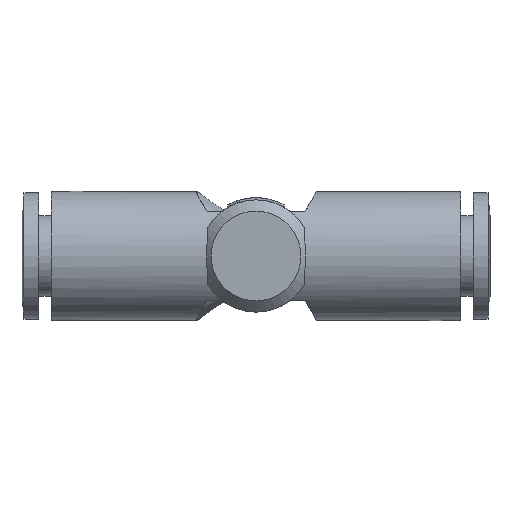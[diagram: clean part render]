
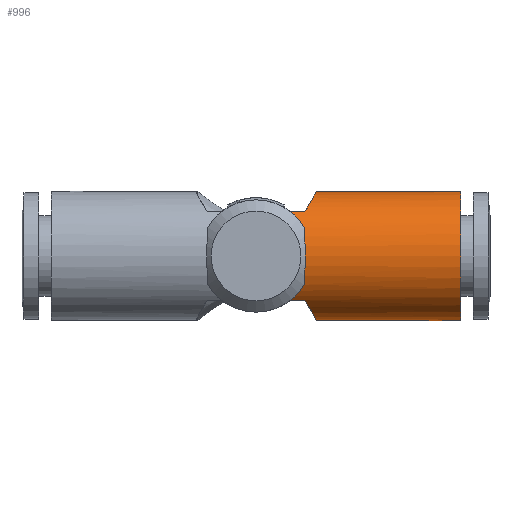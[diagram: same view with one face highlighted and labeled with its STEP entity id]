
A CAD part, front view. The second image highlights one B-rep face of the part: STEP entity #996.
In plain terms, the highlighted cylindrical face has radius 5.75 mm (diameter 11.5 mm), a full revolution.
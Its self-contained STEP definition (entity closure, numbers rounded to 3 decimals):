
#17=B_SPLINE_CURVE_WITH_KNOTS('',3,(#1721,#1722,#1723,#1724,#1725,#1726,
#1727,#1728,#1729,#1730),.UNSPECIFIED.,.F.,.F.,(4,2,2,2,4),(1.635,
1.746,1.886,2.025,2.136),
 .UNSPECIFIED.);
#19=B_SPLINE_CURVE_WITH_KNOTS('',3,(#1741,#1742,#1743,#1744,#1745,#1746),
 .UNSPECIFIED.,.F.,.F.,(4,2,4),(0.355,0.426,0.56),
 .UNSPECIFIED.);
#20=B_SPLINE_CURVE_WITH_KNOTS('',3,(#1750,#1751,#1752,#1753,#1754,#1755,
#1756,#1757,#1758,#1759,#1760,#1761,#1762,#1763),.UNSPECIFIED.,.F.,.F.,
(4,2,2,2,2,2,4),(2.01,2.081,2.282,2.483,
2.684,2.885,2.956),.UNSPECIFIED.);
#21=B_SPLINE_CURVE_WITH_KNOTS('',3,(#1766,#1767,#1768,#1769,#1770,#1771),
 .UNSPECIFIED.,.F.,.F.,(4,2,4),(1.096,1.23,1.301),
 .UNSPECIFIED.);
#59=FACE_BOUND('',#272,.T.);
#171=FACE_OUTER_BOUND('',#271,.T.);
#271=EDGE_LOOP('',(#859));
#272=EDGE_LOOP('',(#860,#861,#862,#863,#864,#865,#866,#867,#868,#869));
#351=CIRCLE('',#1125,5.75);
#373=ELLIPSE('',#1126,6.64,5.75);
#374=ELLIPSE('',#1127,6.64,5.75);
#409=LINE('',#1802,#453);
#410=LINE('',#1805,#454);
#411=LINE('',#1807,#455);
#412=LINE('',#1810,#456);
#453=VECTOR('',#1408,1.295);
#454=VECTOR('',#1411,1.295);
#455=VECTOR('',#1412,1.295);
#456=VECTOR('',#1415,1.295);
#530=VERTEX_POINT('',#1718);
#531=VERTEX_POINT('',#1720);
#533=VERTEX_POINT('',#1740);
#534=VERTEX_POINT('',#1747);
#535=VERTEX_POINT('',#1749);
#536=VERTEX_POINT('',#1764);
#540=VERTEX_POINT('',#1799);
#541=VERTEX_POINT('',#1801);
#542=VERTEX_POINT('',#1803);
#543=VERTEX_POINT('',#1806);
#544=VERTEX_POINT('',#1808);
#643=EDGE_CURVE('',#531,#530,#17,.T.);
#646=EDGE_CURVE('',#533,#531,#19,.T.);
#648=EDGE_CURVE('',#535,#534,#20,.T.);
#650=EDGE_CURVE('',#530,#536,#21,.T.);
#655=EDGE_CURVE('',#540,#540,#351,.T.);
#656=EDGE_CURVE('',#536,#541,#409,.T.);
#657=EDGE_CURVE('',#541,#542,#373,.T.);
#658=EDGE_CURVE('',#542,#535,#410,.T.);
#659=EDGE_CURVE('',#534,#543,#411,.T.);
#660=EDGE_CURVE('',#543,#544,#374,.T.);
#661=EDGE_CURVE('',#544,#533,#412,.T.);
#859=ORIENTED_EDGE('',*,*,#655,.F.);
#860=ORIENTED_EDGE('',*,*,#646,.T.);
#861=ORIENTED_EDGE('',*,*,#643,.T.);
#862=ORIENTED_EDGE('',*,*,#650,.T.);
#863=ORIENTED_EDGE('',*,*,#656,.T.);
#864=ORIENTED_EDGE('',*,*,#657,.T.);
#865=ORIENTED_EDGE('',*,*,#658,.T.);
#866=ORIENTED_EDGE('',*,*,#648,.T.);
#867=ORIENTED_EDGE('',*,*,#659,.T.);
#868=ORIENTED_EDGE('',*,*,#660,.T.);
#869=ORIENTED_EDGE('',*,*,#661,.T.);
#940=CYLINDRICAL_SURFACE('',#1124,5.75);
#996=ADVANCED_FACE('',(#171,#59),#940,.T.);
#1124=AXIS2_PLACEMENT_3D('',#1798,#1404,#1405);
#1125=AXIS2_PLACEMENT_3D('',#1800,#1406,#1407);
#1126=AXIS2_PLACEMENT_3D('',#1804,#1409,#1410);
#1127=AXIS2_PLACEMENT_3D('',#1809,#1413,#1414);
#1404=DIRECTION('center_axis',(1.,0.,0.));
#1405=DIRECTION('ref_axis',(0.,1.,0.));
#1406=DIRECTION('center_axis',(1.,0.,0.));
#1407=DIRECTION('ref_axis',(0.,0.,-1.));
#1408=DIRECTION('',(1.,0.,0.));
#1409=DIRECTION('center_axis',(0.866,0.,0.5));
#1410=DIRECTION('ref_axis',(-0.5,0.,0.866));
#1411=DIRECTION('',(-1.,0.,0.));
#1412=DIRECTION('',(1.,0.,0.));
#1413=DIRECTION('center_axis',(0.866,0.,-0.5));
#1414=DIRECTION('ref_axis',(0.5,0.,0.866));
#1415=DIRECTION('',(-1.,0.,0.));
#1718=CARTESIAN_POINT('',(4.297,-5.15,-2.557));
#1720=CARTESIAN_POINT('',(4.297,-5.15,2.557));
#1721=CARTESIAN_POINT('Ctrl Pts',(4.297,-5.15,2.557));
#1722=CARTESIAN_POINT('Ctrl Pts',(4.302,-5.319,2.216));
#1723=CARTESIAN_POINT('Ctrl Pts',(4.328,-5.462,1.841));
#1724=CARTESIAN_POINT('Ctrl Pts',(4.379,-5.69,0.969));
#1725=CARTESIAN_POINT('Ctrl Pts',(4.4,-5.75,0.465));
#1726=CARTESIAN_POINT('Ctrl Pts',(4.4,-5.75,-0.465));
#1727=CARTESIAN_POINT('Ctrl Pts',(4.379,-5.69,-0.969));
#1728=CARTESIAN_POINT('Ctrl Pts',(4.328,-5.462,-1.841));
#1729=CARTESIAN_POINT('Ctrl Pts',(4.302,-5.319,-2.216));
#1730=CARTESIAN_POINT('Ctrl Pts',(4.297,-5.15,-2.557));
#1740=CARTESIAN_POINT('',(3.066,-4.179,3.95));
#1741=CARTESIAN_POINT('Ctrl Pts',(3.066,-4.179,3.95));
#1742=CARTESIAN_POINT('Ctrl Pts',(3.232,-4.301,3.821));
#1743=CARTESIAN_POINT('Ctrl Pts',(3.389,-4.421,3.682));
#1744=CARTESIAN_POINT('Ctrl Pts',(3.812,-4.75,3.259));
#1745=CARTESIAN_POINT('Ctrl Pts',(4.075,-4.965,2.929));
#1746=CARTESIAN_POINT('Ctrl Pts',(4.297,-5.15,2.557));
#1747=CARTESIAN_POINT('',(3.066,4.179,3.95));
#1749=CARTESIAN_POINT('',(3.066,4.179,-3.95));
#1750=CARTESIAN_POINT('Ctrl Pts',(3.066,4.179,-3.95));
#1751=CARTESIAN_POINT('Ctrl Pts',(3.232,4.301,-3.821));
#1752=CARTESIAN_POINT('Ctrl Pts',(3.389,4.421,-3.682));
#1753=CARTESIAN_POINT('Ctrl Pts',(3.951,4.858,-3.12));
#1754=CARTESIAN_POINT('Ctrl Pts',(4.332,5.178,-2.584));
#1755=CARTESIAN_POINT('Ctrl Pts',(4.857,5.625,-1.36));
#1756=CARTESIAN_POINT('Ctrl Pts',(5.,5.75,-0.67));
#1757=CARTESIAN_POINT('Ctrl Pts',(5.,5.75,0.67));
#1758=CARTESIAN_POINT('Ctrl Pts',(4.857,5.625,1.36));
#1759=CARTESIAN_POINT('Ctrl Pts',(4.332,5.178,2.584));
#1760=CARTESIAN_POINT('Ctrl Pts',(3.951,4.858,3.12));
#1761=CARTESIAN_POINT('Ctrl Pts',(3.389,4.421,3.682));
#1762=CARTESIAN_POINT('Ctrl Pts',(3.232,4.301,3.821));
#1763=CARTESIAN_POINT('Ctrl Pts',(3.066,4.179,3.95));
#1764=CARTESIAN_POINT('',(3.066,-4.179,-3.95));
#1766=CARTESIAN_POINT('Ctrl Pts',(4.297,-5.15,-2.557));
#1767=CARTESIAN_POINT('Ctrl Pts',(4.075,-4.965,-2.929));
#1768=CARTESIAN_POINT('Ctrl Pts',(3.812,-4.75,-3.259));
#1769=CARTESIAN_POINT('Ctrl Pts',(3.389,-4.421,-3.682));
#1770=CARTESIAN_POINT('Ctrl Pts',(3.232,-4.301,-3.821));
#1771=CARTESIAN_POINT('Ctrl Pts',(3.066,-4.179,-3.95));
#1798=CARTESIAN_POINT('Origin',(0.,0.,0.));
#1799=CARTESIAN_POINT('',(18.25,5.75,0.));
#1800=CARTESIAN_POINT('Origin',(18.25,0.,0.));
#1801=CARTESIAN_POINT('',(4.361,-4.179,-3.95));
#1802=CARTESIAN_POINT('',(0.,-4.179,-3.95));
#1803=CARTESIAN_POINT('',(4.361,4.179,-3.95));
#1804=CARTESIAN_POINT('Origin',(2.08,0.,0.));
#1805=CARTESIAN_POINT('',(0.,4.179,-3.95));
#1806=CARTESIAN_POINT('',(4.361,4.179,3.95));
#1807=CARTESIAN_POINT('',(0.,4.179,3.95));
#1808=CARTESIAN_POINT('',(4.361,-4.179,3.95));
#1809=CARTESIAN_POINT('Origin',(2.08,0.,0.));
#1810=CARTESIAN_POINT('',(0.,-4.179,3.95));
